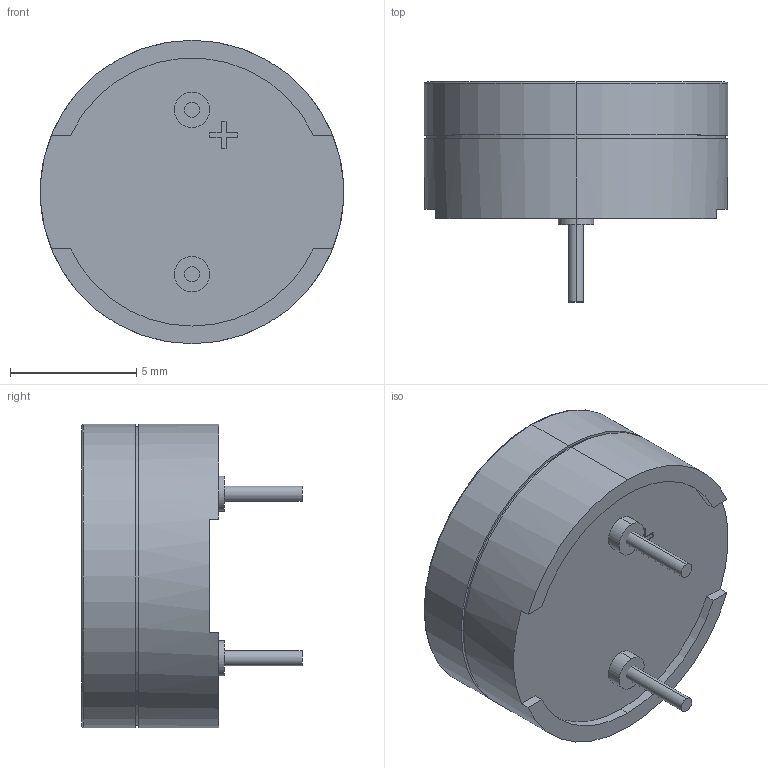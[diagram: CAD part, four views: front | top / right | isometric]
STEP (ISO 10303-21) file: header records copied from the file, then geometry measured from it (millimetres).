
FILE_DESCRIPTION (( 'STEP AP203' ), '1' );
FILE_NAME ('GT-111PS-1.STEP', '2016-11-28T20:25:22', ( 'Gem' ), ( '' ), 'SwSTEP 2.0', 'SolidWorks 2013', '' );
FILE_SCHEMA (( 'CONFIG_CONTROL_DESIGN' ));
Length unit declared in the file: millimetre
Products named in the file (1): GT-111PS-1
Bounding box: 12 x 8.7 x 12 mm (x, y, z)
Volume: 531.3 mm3; surface area: 496.1 mm2
Topology: 5 solids, 5 shells, 56 faces, 121 edges, 80 vertices
Faces by surface type: plane 33, cylinder 21, torus 2
Entity records: 1610 total; most frequent: DIRECTION 285, CARTESIAN_POINT 258, ORIENTED_EDGE 242, EDGE_CURVE 121, AXIS2_PLACEMENT_3D 107, VERTEX_POINT 80, VECTOR 71, LINE 71
